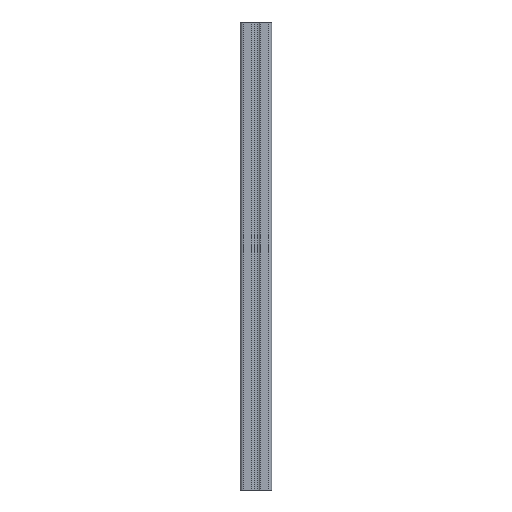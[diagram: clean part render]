
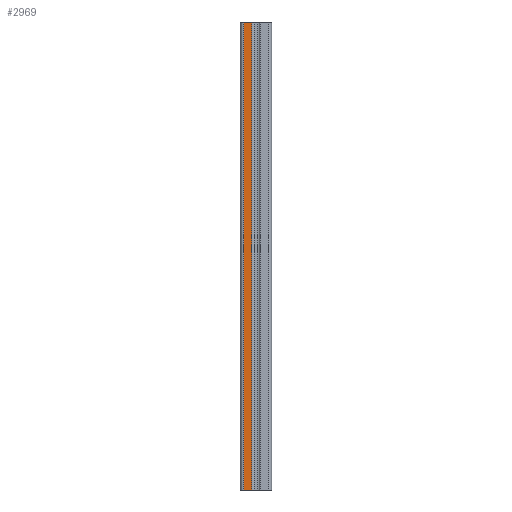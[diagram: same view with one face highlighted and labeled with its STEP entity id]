
A CAD part, front view. The second image highlights one B-rep face of the part: STEP entity #2969.
In plain terms, the highlighted planar face has unit normal (0, -1, 0).
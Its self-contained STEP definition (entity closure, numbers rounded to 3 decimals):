
#1633=EDGE_CURVE('',#1727,#2481,#4484,.T.);
#1727=VERTEX_POINT('',#4592);
#2143=VERTEX_POINT('',#5043);
#2251=EDGE_CURVE('',#1727,#2143,#5157,.T.);
#2481=VERTEX_POINT('',#5405);
#2969=ADVANCED_FACE('',(#5934),#5935,.T.);
#3261=VERTEX_POINT('',#6256);
#3719=EDGE_CURVE('',#2143,#3261,#6751,.T.);
#3925=EDGE_CURVE('',#3261,#2481,#6975,.T.);
#4484=LINE('',#7636,#7637);
#4592=CARTESIAN_POINT('',(4.0,0.0,0.0));
#5043=CARTESIAN_POINT('',(14.5,0.0,0.0));
#5157=LINE('',#8569,#8570);
#5405=CARTESIAN_POINT('',(4.0,0.0,600.0));
#5934=FACE_OUTER_BOUND('',#9628,.T.);
#5935=PLANE('',#9629);
#6256=CARTESIAN_POINT('',(14.5,0.0,600.0));
#6751=LINE('',#10737,#10738);
#6975=LINE('',#11047,#11048);
#7636=CARTESIAN_POINT('',(4.0,0.0,0.0));
#7637=VECTOR('',#11791,1.0);
#8569=CARTESIAN_POINT('',(4.0,0.0,0.0));
#8570=VECTOR('',#12649,1.0);
#9628=EDGE_LOOP('',(#13455,#13456,#13457,#13458));
#9629=AXIS2_PLACEMENT_3D('',#13459,#13460,#13461);
#10737=CARTESIAN_POINT('',(14.5,0.0,0.0));
#10738=VECTOR('',#14333,1.0);
#11047=CARTESIAN_POINT('',(4.0,0.0,600.0));
#11048=VECTOR('',#14575,1.0);
#11791=DIRECTION('',(0.0,0.0,1.0));
#12649=DIRECTION('',(1.0,0.0,0.0));
#13455=ORIENTED_EDGE('',*,*,#3719,.T.);
#13456=ORIENTED_EDGE('',*,*,#3925,.T.);
#13457=ORIENTED_EDGE('',*,*,#1633,.F.);
#13458=ORIENTED_EDGE('',*,*,#2251,.T.);
#13459=CARTESIAN_POINT('',(36.0,0.0,0.0));
#13460=DIRECTION('',(0.0,-1.0,0.0));
#13461=DIRECTION('',(1.0,0.0,0.0));
#14333=DIRECTION('',(0.0,0.0,1.0));
#14575=DIRECTION('',(-1.0,-0.0,-0.0));
